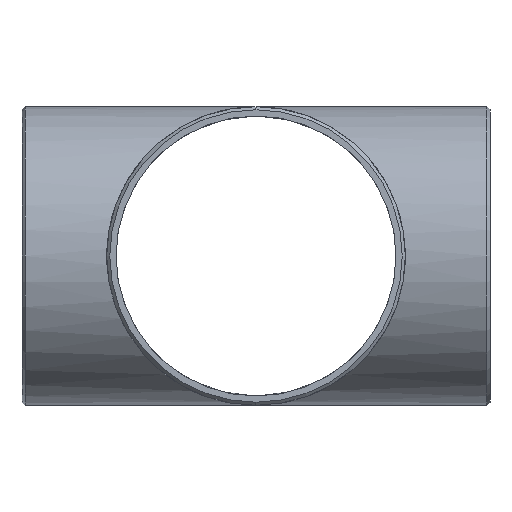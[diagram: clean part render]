
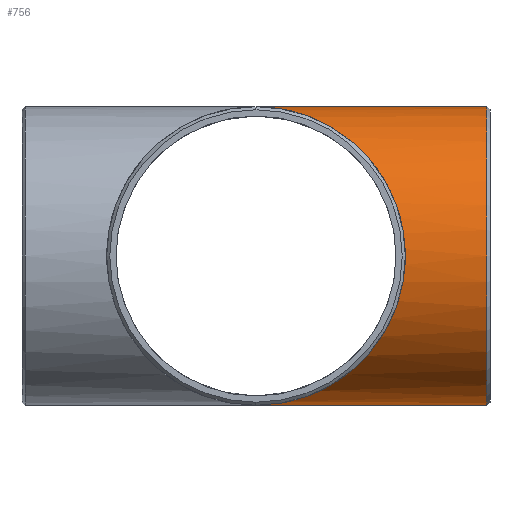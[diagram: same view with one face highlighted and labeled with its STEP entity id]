
A CAD part, left-side view. The second image highlights one B-rep face of the part: STEP entity #756.
In plain terms, the highlighted cylindrical face has radius 178 mm (diameter 356 mm), a partial arc.
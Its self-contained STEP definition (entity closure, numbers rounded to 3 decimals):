
#22 = CARTESIAN_POINT ( 'NONE',  ( 0., -279., 178. ) ) ;
#23 = ORIENTED_EDGE ( 'NONE', *, *, #142, .T. ) ;
#28 =( BOUNDED_CURVE ( )  B_SPLINE_CURVE ( 3, ( #482, #679, #496, #357 ),
 .UNSPECIFIED., .F., .T. ) 
 B_SPLINE_CURVE_WITH_KNOTS ( ( 4, 4 ),
 ( 4.712, 7.854 ),
 .UNSPECIFIED. ) 
 CURVE ( )  GEOMETRIC_REPRESENTATION_ITEM ( )  RATIONAL_B_SPLINE_CURVE ( ( 1., 0.333, 0.333, 1. ) ) 
 REPRESENTATION_ITEM ( '' )  );
#37 = CARTESIAN_POINT ( 'NONE',  ( 0., 0., -178. ) ) ;
#78 = FACE_OUTER_BOUND ( 'NONE', #365, .T. ) ;
#89 = EDGE_CURVE ( 'NONE', #675, #445, #716, .T. ) ;
#93 = ORIENTED_EDGE ( 'NONE', *, *, #89, .F. ) ;
#125 = CARTESIAN_POINT ( 'NONE',  ( 0., -275.29, 0. ) ) ;
#127 = CARTESIAN_POINT ( 'NONE',  ( 0., -275.29, -178. ) ) ;
#138 = LINE ( 'NONE', #22, #333 ) ;
#142 = EDGE_CURVE ( 'NONE', #675, #760, #318, .T. ) ;
#167 = DIRECTION ( 'NONE',  ( 0., 1., 0. ) ) ;
#251 = CARTESIAN_POINT ( 'NONE',  ( 0., -279., 0. ) ) ;
#272 = EDGE_CURVE ( 'NONE', #760, #536, #138, .T. ) ;
#277 = CARTESIAN_POINT ( 'NONE',  ( 0., -279., -178. ) ) ;
#285 = CARTESIAN_POINT ( 'NONE',  ( 0., 0., 178. ) ) ;
#318 = CIRCLE ( 'NONE', #439, 178. ) ;
#333 = VECTOR ( 'NONE', #375, 1000. ) ;
#357 = CARTESIAN_POINT ( 'NONE',  ( 0., 0., 178. ) ) ;
#365 = EDGE_LOOP ( 'NONE', ( #23, #566, #766, #93 ) ) ;
#367 = DIRECTION ( 'NONE',  ( 0., 1., 0. ) ) ;
#374 = DIRECTION ( 'NONE',  ( 0., 1., 0. ) ) ;
#375 = DIRECTION ( 'NONE',  ( 0., 1., 0. ) ) ;
#439 = AXIS2_PLACEMENT_3D ( 'NONE', #125, #367, #491 ) ;
#445 = VERTEX_POINT ( 'NONE', #37 ) ;
#479 = AXIS2_PLACEMENT_3D ( 'NONE', #251, #374, #503 ) ;
#482 = CARTESIAN_POINT ( 'NONE',  ( 0., 0., -178. ) ) ;
#491 = DIRECTION ( 'NONE',  ( 0., 0., -1. ) ) ;
#496 = CARTESIAN_POINT ( 'NONE',  ( -356., -356., 178. ) ) ;
#503 = DIRECTION ( 'NONE',  ( 0., 0., -1. ) ) ;
#536 = VERTEX_POINT ( 'NONE', #285 ) ;
#566 = ORIENTED_EDGE ( 'NONE', *, *, #272, .T. ) ;
#575 = CYLINDRICAL_SURFACE ( 'NONE', #479, 178. ) ;
#671 = EDGE_CURVE ( 'NONE', #445, #536, #28, .T. ) ;
#675 = VERTEX_POINT ( 'NONE', #127 ) ;
#679 = CARTESIAN_POINT ( 'NONE',  ( -356., -356., -178. ) ) ;
#695 = VECTOR ( 'NONE', #167, 1000. ) ;
#716 = LINE ( 'NONE', #277, #695 ) ;
#753 = CARTESIAN_POINT ( 'NONE',  ( 0., -275.29, 178. ) ) ;
#756 = ADVANCED_FACE ( 'NONE', ( #78 ), #575, .T. ) ;
#760 = VERTEX_POINT ( 'NONE', #753 ) ;
#766 = ORIENTED_EDGE ( 'NONE', *, *, #671, .F. ) ;
